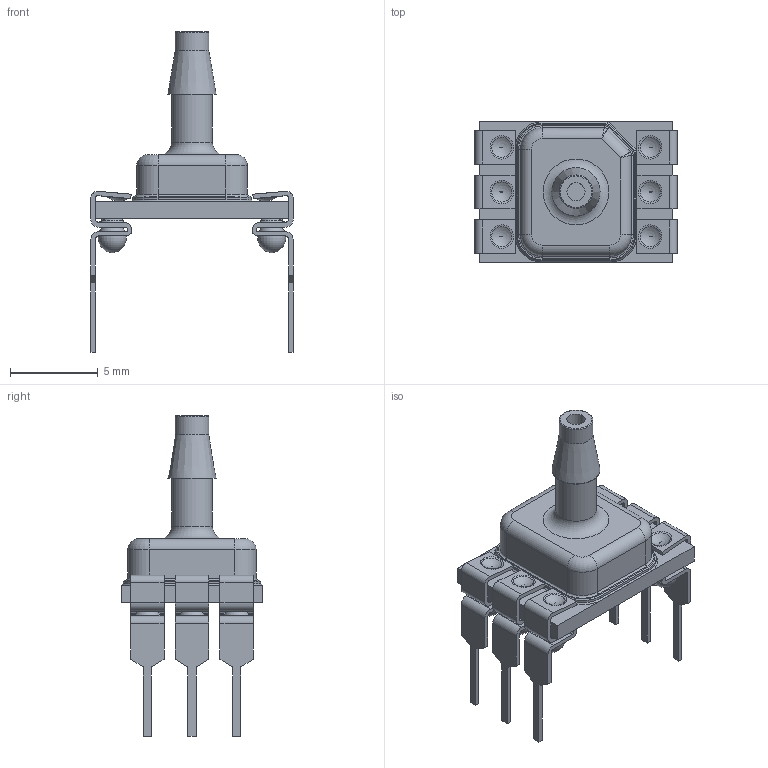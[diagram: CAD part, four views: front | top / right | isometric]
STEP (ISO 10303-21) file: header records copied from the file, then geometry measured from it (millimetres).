
FILE_DESCRIPTION(/* description */ ('Unknown'),/* implementation_level */ '2;1');
FILE_NAME(/* name */ 'ABPDANT015PGAA5',/* time_stamp */ '2023-09-01T18:31:48+02:00',/* author */ ('Unknown'),/* organization */ ('Unknown'),/* preprocessor_version */ 'ST-DEVELOPER v18.102',/* originating_system */ 'Solid Edge',/* authorisation */ 'Unknown');
FILE_SCHEMA (('AUTOMOTIVE_DESIGN {1 0 10303 214 3 1 1}'));
Length unit declared in the file: millimetre
Products named in the file (1): ABPDANT015PGAA5
Bounding box: 11.52 x 8 x 18.23 mm (x, y, z)
Volume: 273.9 mm3; surface area: 710.5 mm2
Topology: 7 solids, 7 shells, 388 faces, 1018 edges, 648 vertices
Faces by surface type: plane 190, cylinder 90, bspline 56, torus 35, cone 17
Full cylindrical faces by diameter (mm): 0.87 x1, 1.033 x1, 1.91 x1, 2.32 x1
Entity records: 13559 total; most frequent: CARTESIAN_POINT 3597, ORIENTED_EDGE 1824, DIRECTION 1702, EDGE_CURVE 912, VERTEX_POINT 624, LINE 572, VECTOR 572, AXIS2_PLACEMENT_3D 565
